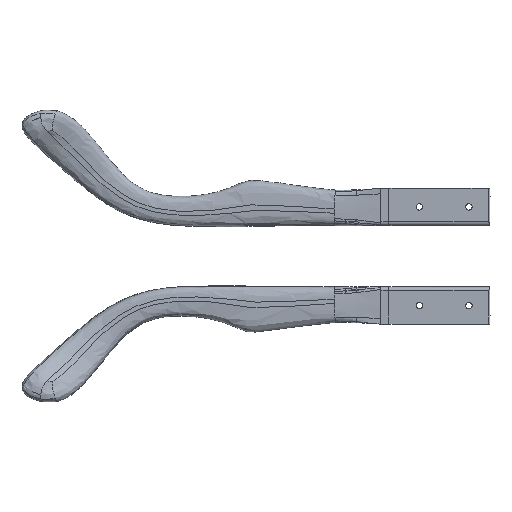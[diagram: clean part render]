
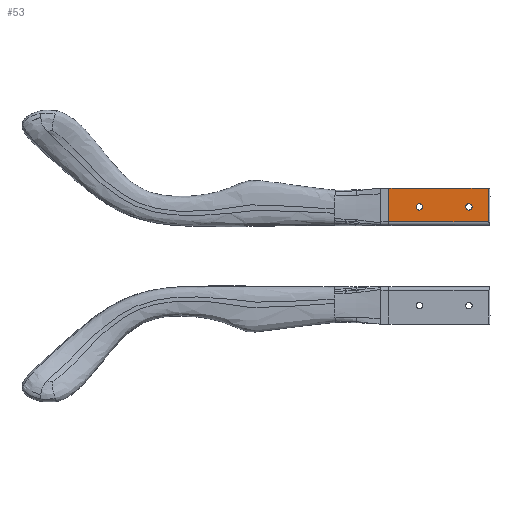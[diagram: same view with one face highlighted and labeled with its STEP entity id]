
A CAD part, top view. The second image highlights one B-rep face of the part: STEP entity #53.
In plain terms, the highlighted planar face has unit normal (0, 0, 1).
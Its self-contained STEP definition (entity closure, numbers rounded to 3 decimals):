
#18=FACE_BOUND('',#364,.T.);
#19=FACE_BOUND('',#365,.T.);
#53=ADVANCED_FACE('',(#207,#18,#19),#2456,.T.);
#207=FACE_OUTER_BOUND('',#363,.T.);
#363=EDGE_LOOP('',(#654,#655,#656,#657,#658));
#364=EDGE_LOOP('',(#659,#660));
#365=EDGE_LOOP('',(#661,#662));
#654=ORIENTED_EDGE('',*,*,#1414,.T.);
#655=ORIENTED_EDGE('',*,*,#1351,.T.);
#656=ORIENTED_EDGE('',*,*,#1395,.T.);
#657=ORIENTED_EDGE('',*,*,#1403,.T.);
#658=ORIENTED_EDGE('',*,*,#1410,.F.);
#659=ORIENTED_EDGE('',*,*,#1532,.F.);
#660=ORIENTED_EDGE('',*,*,#1400,.F.);
#661=ORIENTED_EDGE('',*,*,#1529,.F.);
#662=ORIENTED_EDGE('',*,*,#1397,.F.);
#1351=EDGE_CURVE('',#2181,#2182,#1815,.T.);
#1395=EDGE_CURVE('',#2182,#2208,#1848,.T.);
#1397=EDGE_CURVE('',#2209,#2288,#1753,.T.);
#1400=EDGE_CURVE('',#2210,#2290,#1755,.T.);
#1403=EDGE_CURVE('',#2208,#2212,#1852,.T.);
#1410=EDGE_CURVE('',#2216,#2212,#1858,.T.);
#1414=EDGE_CURVE('',#2216,#2181,#1760,.T.);
#1529=EDGE_CURVE('',#2288,#2209,#1762,.T.);
#1532=EDGE_CURVE('',#2290,#2210,#1764,.T.);
#1753=(
BOUNDED_CURVE()
B_SPLINE_CURVE(2,(#9637,#9638,#9639,#9640,#9641),.UNSPECIFIED.,.F.,.F.)
B_SPLINE_CURVE_WITH_KNOTS((3,2,3),(-7.2,-5.4,
-3.6),.UNSPECIFIED.)
CURVE()
GEOMETRIC_REPRESENTATION_ITEM()
RATIONAL_B_SPLINE_CURVE((1.,0.707,1.,0.707,1.))
REPRESENTATION_ITEM('')
);
#1755=(
BOUNDED_CURVE()
B_SPLINE_CURVE(2,(#9649,#9650,#9651,#9652,#9653),.UNSPECIFIED.,.F.,.F.)
B_SPLINE_CURVE_WITH_KNOTS((3,2,3),(-7.2,-5.4,-3.6),
 .UNSPECIFIED.)
CURVE()
GEOMETRIC_REPRESENTATION_ITEM()
RATIONAL_B_SPLINE_CURVE((1.,0.707,1.,0.707,1.))
REPRESENTATION_ITEM('')
);
#1760=(
BOUNDED_CURVE()
B_SPLINE_CURVE(1,(#9704,#9705,#9706),.UNSPECIFIED.,.F.,.F.)
B_SPLINE_CURVE_WITH_KNOTS((2,1,2),(2.45,4.9,30.533),
 .UNSPECIFIED.)
CURVE()
GEOMETRIC_REPRESENTATION_ITEM()
RATIONAL_B_SPLINE_CURVE((1.,1.,1.))
REPRESENTATION_ITEM('')
);
#1762=(
BOUNDED_CURVE()
B_SPLINE_CURVE(2,(#10831,#10832,#10833,#10834,#10835),.UNSPECIFIED.,.F.,
 .F.)
B_SPLINE_CURVE_WITH_KNOTS((3,2,3),(-3.6,-1.8,
0.),.UNSPECIFIED.)
CURVE()
GEOMETRIC_REPRESENTATION_ITEM()
RATIONAL_B_SPLINE_CURVE((1.,0.707,1.,0.707,1.))
REPRESENTATION_ITEM('')
);
#1764=(
BOUNDED_CURVE()
B_SPLINE_CURVE(2,(#10843,#10844,#10845,#10846,#10847),.UNSPECIFIED.,.F.,
 .F.)
B_SPLINE_CURVE_WITH_KNOTS((3,2,3),(-3.6,-1.8,
0.),.UNSPECIFIED.)
CURVE()
GEOMETRIC_REPRESENTATION_ITEM()
RATIONAL_B_SPLINE_CURVE((1.,0.707,1.,0.707,1.))
REPRESENTATION_ITEM('')
);
#1815=B_SPLINE_CURVE_WITH_KNOTS('',1,(#9455,#9456),.UNSPECIFIED.,.F.,.F.,
(2,2),(0.,9.5),.UNSPECIFIED.);
#1848=B_SPLINE_CURVE_WITH_KNOTS('',1,(#9633,#9634),.UNSPECIFIED.,.F.,.F.,
(2,2),(0.,25.633),.UNSPECIFIED.);
#1852=B_SPLINE_CURVE_WITH_KNOTS('',1,(#9661,#9662),.UNSPECIFIED.,.F.,.F.,
(2,2),(0.,2.45),.UNSPECIFIED.);
#1858=B_SPLINE_CURVE_WITH_KNOTS('',1,(#9695,#9696),.UNSPECIFIED.,.F.,.F.,
(2,2),(45.064,54.564),.UNSPECIFIED.);
#2181=VERTEX_POINT('',#9259);
#2182=VERTEX_POINT('',#9260);
#2208=VERTEX_POINT('',#9286);
#2209=VERTEX_POINT('',#9287);
#2210=VERTEX_POINT('',#9288);
#2212=VERTEX_POINT('',#9290);
#2216=VERTEX_POINT('',#9294);
#2288=VERTEX_POINT('',#9366);
#2290=VERTEX_POINT('',#9368);
#2456=PLANE('',#2682);
#2682=AXIS2_PLACEMENT_3D('',#9012,#2755,$);
#2755=DIRECTION('',(0.,0.,1.));
#9012=CARTESIAN_POINT('',(-240.694,-208.349,222.695));
#9259=CARTESIAN_POINT('',(-207.096,-218.811,222.695));
#9260=CARTESIAN_POINT('',(-207.096,-209.311,222.695));
#9286=CARTESIAN_POINT('',(-232.729,-209.311,222.695));
#9287=CARTESIAN_POINT('',(-225.62,-214.561,222.695));
#9288=CARTESIAN_POINT('',(-211.62,-214.561,222.695));
#9290=CARTESIAN_POINT('',(-235.179,-209.311,222.695));
#9294=CARTESIAN_POINT('',(-235.179,-218.811,222.695));
#9366=CARTESIAN_POINT('',(-227.42,-214.561,222.695));
#9368=CARTESIAN_POINT('',(-213.42,-214.561,222.695));
#9455=CARTESIAN_POINT('',(-207.096,-218.811,222.695));
#9456=CARTESIAN_POINT('',(-207.096,-209.311,222.695));
#9633=CARTESIAN_POINT('',(-207.096,-209.311,222.695));
#9634=CARTESIAN_POINT('',(-232.729,-209.311,222.695));
#9637=CARTESIAN_POINT('',(-225.62,-214.561,222.695));
#9638=CARTESIAN_POINT('',(-225.62,-213.661,222.695));
#9639=CARTESIAN_POINT('',(-226.52,-213.661,222.695));
#9640=CARTESIAN_POINT('',(-227.42,-213.661,222.695));
#9641=CARTESIAN_POINT('',(-227.42,-214.561,222.695));
#9649=CARTESIAN_POINT('',(-211.62,-214.561,222.695));
#9650=CARTESIAN_POINT('',(-211.62,-213.661,222.695));
#9651=CARTESIAN_POINT('',(-212.52,-213.661,222.695));
#9652=CARTESIAN_POINT('',(-213.42,-213.661,222.695));
#9653=CARTESIAN_POINT('',(-213.42,-214.561,222.695));
#9661=CARTESIAN_POINT('',(-232.729,-209.311,222.695));
#9662=CARTESIAN_POINT('',(-235.179,-209.311,222.695));
#9695=CARTESIAN_POINT('',(-235.179,-218.811,222.695));
#9696=CARTESIAN_POINT('',(-235.179,-209.311,222.695));
#9704=CARTESIAN_POINT('',(-235.179,-218.811,222.695));
#9705=CARTESIAN_POINT('',(-232.729,-218.811,222.695));
#9706=CARTESIAN_POINT('',(-207.096,-218.811,222.695));
#10831=CARTESIAN_POINT('',(-227.42,-214.561,222.695));
#10832=CARTESIAN_POINT('',(-227.42,-215.461,222.695));
#10833=CARTESIAN_POINT('',(-226.52,-215.461,222.695));
#10834=CARTESIAN_POINT('',(-225.62,-215.461,222.695));
#10835=CARTESIAN_POINT('',(-225.62,-214.561,222.695));
#10843=CARTESIAN_POINT('',(-213.42,-214.561,222.695));
#10844=CARTESIAN_POINT('',(-213.42,-215.461,222.695));
#10845=CARTESIAN_POINT('',(-212.52,-215.461,222.695));
#10846=CARTESIAN_POINT('',(-211.62,-215.461,222.695));
#10847=CARTESIAN_POINT('',(-211.62,-214.561,222.695));
